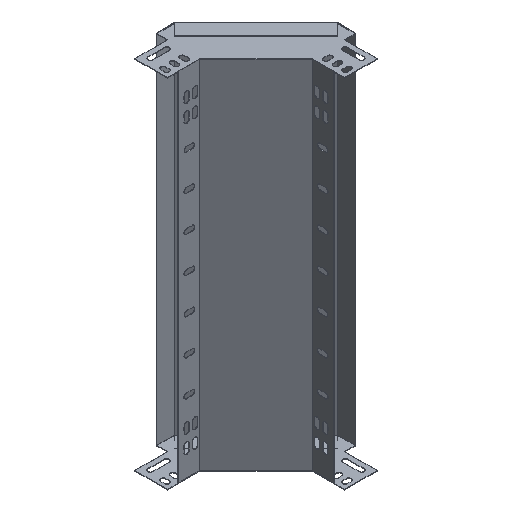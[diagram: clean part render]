
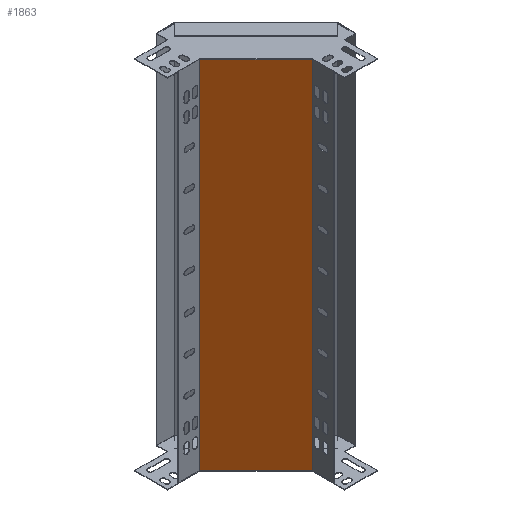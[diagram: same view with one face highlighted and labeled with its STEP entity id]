
A CAD part, isometric view. The second image highlights one B-rep face of the part: STEP entity #1863.
In plain terms, the highlighted planar face has unit normal (-0.707, -0.707, 0).
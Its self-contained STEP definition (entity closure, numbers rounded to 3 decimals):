
#95 = LINE ( 'NONE', #7316, #7092 ) ;
#403 = LINE ( 'NONE', #1983, #5463 ) ;
#662 = CARTESIAN_POINT ( 'NONE',  ( -50.86, -0.316, 370.829 ) ) ;
#1495 = DIRECTION ( 'NONE',  ( 0.707, -0.707, 0. ) ) ;
#1789 = VERTEX_POINT ( 'NONE', #6477 ) ;
#1863 = ADVANCED_FACE ( 'NONE', ( #8110 ), #6635, .T. ) ;
#1983 = CARTESIAN_POINT ( 'NONE',  ( 27.979, -79.156, -129.171 ) ) ;
#2045 = EDGE_LOOP ( 'NONE', ( #5857, #2772, #4391, #2959, #6279, #7922 ) ) ;
#2757 = CARTESIAN_POINT ( 'NONE',  ( -50.86, -0.316, 370.829 ) ) ;
#2772 = ORIENTED_EDGE ( 'NONE', *, *, #5506, .F. ) ;
#2959 = ORIENTED_EDGE ( 'NONE', *, *, #5968, .T. ) ;
#3111 = VERTEX_POINT ( 'NONE', #7520 ) ;
#3176 = CARTESIAN_POINT ( 'NONE',  ( 27.976, -79.153, -129.171 ) ) ;
#3413 = VERTEX_POINT ( 'NONE', #3176 ) ;
#3710 = VECTOR ( 'NONE', #8003, 1000. ) ;
#3960 = DIRECTION ( 'NONE',  ( -0.707, 0.707, 0. ) ) ;
#4131 = DIRECTION ( 'NONE',  ( 0.707, -0.707, 0. ) ) ;
#4163 = VERTEX_POINT ( 'NONE', #6216 ) ;
#4325 = AXIS2_PLACEMENT_3D ( 'NONE', #4726, #7881, #4131 ) ;
#4391 = ORIENTED_EDGE ( 'NONE', *, *, #5324, .T. ) ;
#4483 = DIRECTION ( 'NONE',  ( -0.707, 0.707, 0. ) ) ;
#4548 = VERTEX_POINT ( 'NONE', #6363 ) ;
#4702 = VECTOR ( 'NONE', #4739, 1000. ) ;
#4726 = CARTESIAN_POINT ( 'NONE',  ( 27.979, -79.156, 370.829 ) ) ;
#4739 = DIRECTION ( 'NONE',  ( -0.707, 0.707, 0. ) ) ;
#4854 = EDGE_CURVE ( 'NONE', #3413, #1789, #403, .T. ) ;
#4958 = EDGE_CURVE ( 'NONE', #7987, #3111, #5667, .T. ) ;
#5324 = EDGE_CURVE ( 'NONE', #4163, #4548, #7843, .T. ) ;
#5364 = LINE ( 'NONE', #7366, #3710 ) ;
#5463 = VECTOR ( 'NONE', #3960, 1000. ) ;
#5506 = EDGE_CURVE ( 'NONE', #4163, #3413, #5364, .T. ) ;
#5667 = LINE ( 'NONE', #2757, #6974 ) ;
#5709 = CARTESIAN_POINT ( 'NONE',  ( -50.86, -0.316, 370.829 ) ) ;
#5857 = ORIENTED_EDGE ( 'NONE', *, *, #4854, .F. ) ;
#5968 = EDGE_CURVE ( 'NONE', #4548, #7987, #8059, .T. ) ;
#6216 = CARTESIAN_POINT ( 'NONE',  ( 27.976, -79.153, 370.829 ) ) ;
#6279 = ORIENTED_EDGE ( 'NONE', *, *, #4958, .T. ) ;
#6363 = CARTESIAN_POINT ( 'NONE',  ( -11.442, -39.734, 370.829 ) ) ;
#6424 = VECTOR ( 'NONE', #4483, 1000. ) ;
#6477 = CARTESIAN_POINT ( 'NONE',  ( -11.442, -39.734, -129.171 ) ) ;
#6635 = PLANE ( 'NONE',  #4325 ) ;
#6816 = EDGE_CURVE ( 'NONE', #3111, #1789, #95, .T. ) ;
#6974 = VECTOR ( 'NONE', #7746, 1000. ) ;
#7092 = VECTOR ( 'NONE', #1495, 1000. ) ;
#7316 = CARTESIAN_POINT ( 'NONE',  ( 27.979, -79.156, -129.171 ) ) ;
#7366 = CARTESIAN_POINT ( 'NONE',  ( 27.976, -79.153, 370.829 ) ) ;
#7520 = CARTESIAN_POINT ( 'NONE',  ( -50.86, -0.316, -129.171 ) ) ;
#7746 = DIRECTION ( 'NONE',  ( 0., 0., -1. ) ) ;
#7843 = LINE ( 'NONE', #7875, #4702 ) ;
#7875 = CARTESIAN_POINT ( 'NONE',  ( 27.979, -79.156, 370.829 ) ) ;
#7881 = DIRECTION ( 'NONE',  ( -0.707, -0.707, 0. ) ) ;
#7922 = ORIENTED_EDGE ( 'NONE', *, *, #6816, .T. ) ;
#7987 = VERTEX_POINT ( 'NONE', #662 ) ;
#8003 = DIRECTION ( 'NONE',  ( 0., 0., -1. ) ) ;
#8059 = LINE ( 'NONE', #5709, #6424 ) ;
#8110 = FACE_OUTER_BOUND ( 'NONE', #2045, .T. ) ;
